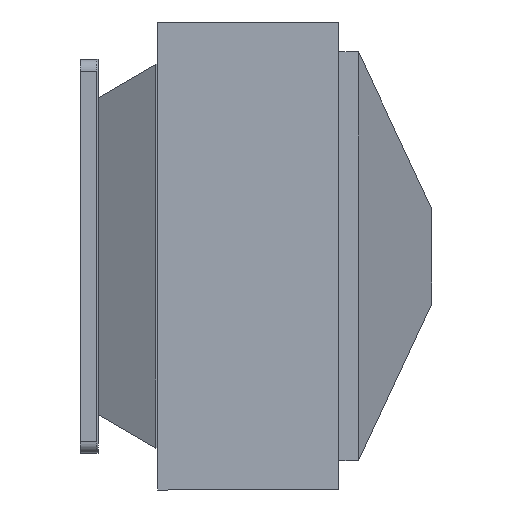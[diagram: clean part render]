
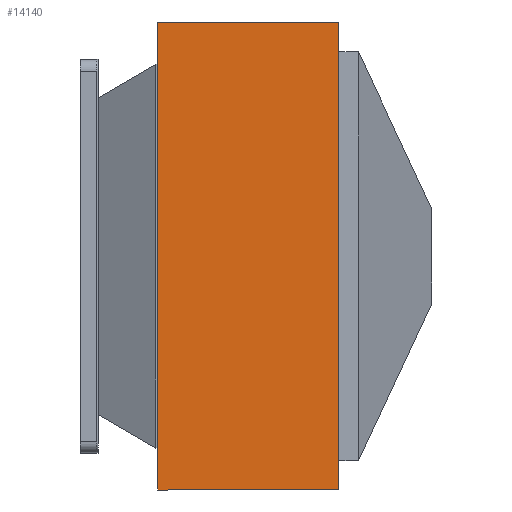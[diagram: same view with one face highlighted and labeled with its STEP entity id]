
A CAD part, front view. The second image highlights one B-rep face of the part: STEP entity #14140.
In plain terms, the highlighted planar face has unit normal (0, -1, 0).
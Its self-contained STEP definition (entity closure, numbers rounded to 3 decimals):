
#100=CARTESIAN_POINT('',(99.,-3716.675,
-581.873));
#110=VERTEX_POINT('',#100);
#280=CARTESIAN_POINT('',(99.,-3716.675,
218.127));
#290=VERTEX_POINT('',#280);
#320=CARTESIAN_POINT('',(99.,-3716.675,
218.127));
#330=DIRECTION('',(0.,0.,-1.));
#340=VECTOR('',#330,1.);
#350=LINE('',#320,#340);
#360=EDGE_CURVE('',#290,#110,#350,.T.);
#800=CARTESIAN_POINT('',(409.,-3716.675,
218.127));
#810=DIRECTION('',(0.,0.,-1.));
#820=VECTOR('',#810,1.);
#830=LINE('',#800,#820);
#840=CARTESIAN_POINT('',(409.,-3716.675,
218.127));
#850=VERTEX_POINT('',#840);
#860=CARTESIAN_POINT('',(409.,-3716.675,
-581.873));
#870=VERTEX_POINT('',#860);
#880=EDGE_CURVE('',#850,#870,#830,.T.);
#3580=CARTESIAN_POINT('',(99.,-3716.675,
-581.873));
#3590=DIRECTION('',(1.,0.,0.));
#3600=VECTOR('',#3590,1.);
#3610=LINE('',#3580,#3600);
#3620=EDGE_CURVE('',#110,#870,#3610,.T.);
#3990=CARTESIAN_POINT('',(99.,-3716.675,
218.127));
#4000=DIRECTION('',(1.,0.,0.));
#4010=VECTOR('',#4000,1.);
#4020=LINE('',#3990,#4010);
#4030=EDGE_CURVE('',#290,#850,#4020,.T.);
#14030=CARTESIAN_POINT('',(99.,-3716.675,
-581.873));
#14040=DIRECTION('',(0.,-1.,0.));
#14050=DIRECTION('',(0.,0.,1.));
#14060=AXIS2_PLACEMENT_3D('',#14030,#14040,#14050);
#14070=PLANE('',#14060);
#14080=ORIENTED_EDGE('',*,*,#4030,.F.);
#14090=ORIENTED_EDGE('',*,*,#880,.F.);
#14100=ORIENTED_EDGE('',*,*,#3620,.T.);
#14110=ORIENTED_EDGE('',*,*,#360,.T.);
#14120=EDGE_LOOP('',(#14110,#14100,#14090,#14080));
#14130=FACE_OUTER_BOUND('',#14120,.T.);
#14140=ADVANCED_FACE('',(#14130),#14070,.T.);
